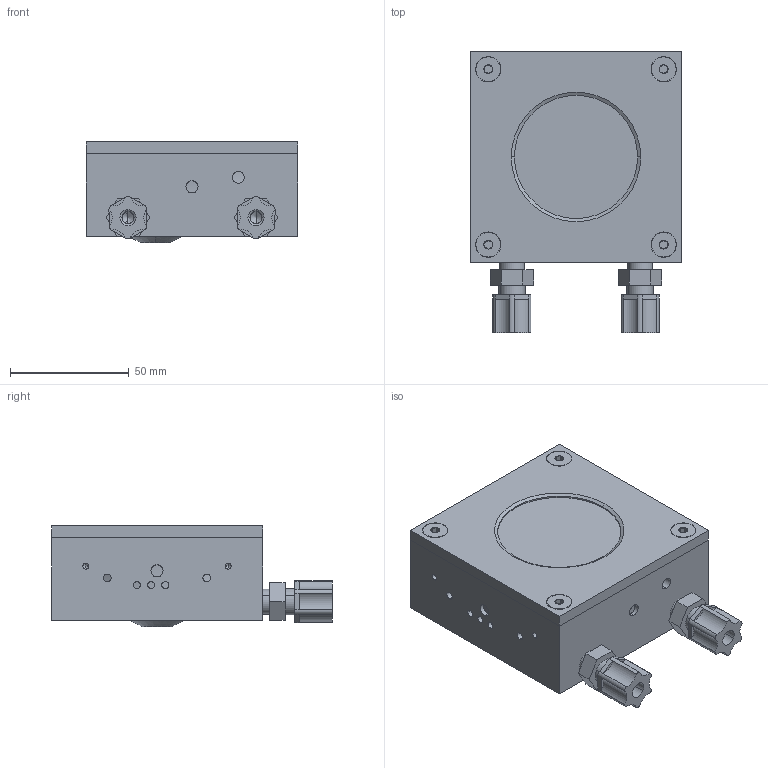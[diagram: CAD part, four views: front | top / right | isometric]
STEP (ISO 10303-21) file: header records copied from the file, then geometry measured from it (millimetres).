
FILE_DESCRIPTION (( 'STEP AP214' ), '1' );
FILE_NAME ('STEP UP55M-300W-QED-D0.STEP', '2018-09-10T15:53:23', ( '' ), ( '' ), 'SwSTEP 2.0', 'SolidWorks 2018', '' );
FILE_SCHEMA (( 'AUTOMOTIVE_DESIGN' ));
Length unit declared in the file: millimetre
Products named in the file (1): STEP UP55M-300W-QED-D0
Bounding box: 89 x 118.5 x 42.66 mm (x, y, z)
Volume: 315204.3 mm3; surface area: 65263 mm2
Topology: 9 solids, 11 shells, 644 faces, 1597 edges, 988 vertices
Faces by surface type: cylinder 367, cone 133, plane 121, bspline 15, torus 8
Entity records: 46870 total; most frequent: CARTESIAN_POINT 25874, ORIENTED_EDGE 3138, DIRECTION 2636, EDGE_CURVE 1569, AXIS2_PLACEMENT_3D 1004, VERTEX_POINT 988, EDGE_LOOP 699, UNCERTAINTY_MEASURE_WITH_UNIT 655
